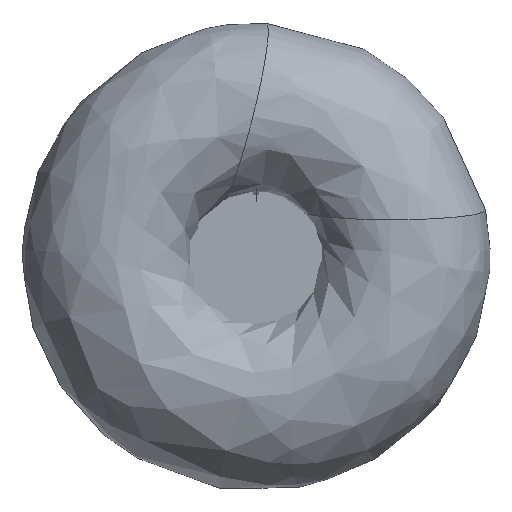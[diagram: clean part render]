
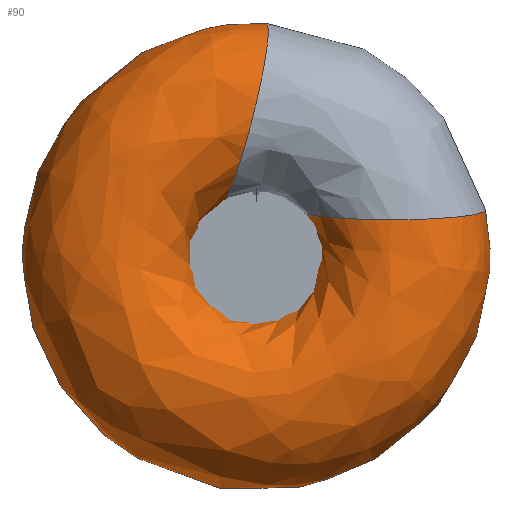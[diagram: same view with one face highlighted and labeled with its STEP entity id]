
A CAD part, left-side view. The second image highlights one B-rep face of the part: STEP entity #90.
In plain terms, the highlighted free-form (B-spline) face has degree [3, 3] with [7, 7] control points.
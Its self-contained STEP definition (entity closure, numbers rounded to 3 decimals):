
#32=(
BOUNDED_SURFACE()
B_SPLINE_SURFACE(3,3,((#480,#481,#482,#483,#484,#485,#486),(#487,#488,#489,
#490,#491,#492,#493),(#494,#495,#496,#497,#498,#499,#500),(#501,#502,#503,
#504,#505,#506,#507),(#508,#509,#510,#511,#512,#513,#514),(#515,#516,#517,
#518,#519,#520,#521),(#522,#523,#524,#525,#526,#527,#528)),
 .UNSPECIFIED.,.T.,.F.,.F.)
B_SPLINE_SURFACE_WITH_KNOTS((1,3,3,3,1),(4,3,4),(-0.5,0.,0.5,1.,1.5),(0.,
0.5,1.),.UNSPECIFIED.)
GEOMETRIC_REPRESENTATION_ITEM()
RATIONAL_B_SPLINE_SURFACE(((1.,0.55,0.55,1.,0.55,
0.55,1.),(0.333,0.183,0.183,
0.333,0.183,0.183,0.333),
(0.333,0.183,0.183,0.333,
0.183,0.183,0.333),(1.,0.55,
0.55,1.,0.55,0.55,1.),(0.333,
0.183,0.183,0.333,0.183,
0.183,0.333),(0.333,0.183,
0.183,0.333,0.183,0.183,
0.333),(1.,0.55,0.55,1.,0.55,
0.55,1.)))
REPRESENTATION_ITEM('')
SURFACE()
);
#90=ADVANCED_FACE('',(#124,#125),#32,.F.);
#124=FACE_BOUND('',#160,.T.);
#125=FACE_BOUND('',#161,.T.);
#160=EDGE_LOOP('',(#196));
#161=EDGE_LOOP('',(#197));
#196=ORIENTED_EDGE('',*,*,#234,.T.);
#197=ORIENTED_EDGE('',*,*,#235,.T.);
#216=VERTEX_POINT('',#477);
#217=VERTEX_POINT('',#479);
#234=EDGE_CURVE('',#216,#216,#252,.T.);
#235=EDGE_CURVE('',#217,#217,#253,.T.);
#252=CIRCLE('',#287,5.);
#253=CIRCLE('',#288,5.);
#287=AXIS2_PLACEMENT_3D('',#476,#356,#357);
#288=AXIS2_PLACEMENT_3D('',#478,#358,#359);
#356=DIRECTION('',(-0.105,0.964,0.243));
#357=DIRECTION('',(0.995,0.101,0.026));
#358=DIRECTION('',(0.105,0.,-0.995));
#359=DIRECTION('',(0.995,0.,0.105));
#476=CARTESIAN_POINT('',(4.973,0.674,7.638));
#477=CARTESIAN_POINT('',(9.945,1.181,7.766));
#478=CARTESIAN_POINT('',(4.973,-7.241,2.523));
#479=CARTESIAN_POINT('',(9.945,-7.241,3.045));
#480=CARTESIAN_POINT('',(9.945,-7.241,3.045));
#481=CARTESIAN_POINT('',(9.945,-10.733,-5.257));
#482=CARTESIAN_POINT('',(9.945,-4.015,-11.256));
#483=CARTESIAN_POINT('',(9.945,3.841,-6.852));
#484=CARTESIAN_POINT('',(9.945,11.697,-2.449));
#485=CARTESIAN_POINT('',(9.945,10.085,6.412));
#486=CARTESIAN_POINT('',(9.945,1.181,7.766));
#487=CARTESIAN_POINT('',(9.945,2.759,3.045));
#488=CARTESIAN_POINT('',(9.945,-0.733,6.208));
#489=CARTESIAN_POINT('',(9.945,-4.858,3.934));
#490=CARTESIAN_POINT('',(9.945,-4.048,-0.707));
#491=CARTESIAN_POINT('',(9.945,-3.237,-5.348));
#492=CARTESIAN_POINT('',(9.945,1.415,-6.089));
#493=CARTESIAN_POINT('',(9.945,3.628,-1.93));
#494=CARTESIAN_POINT('',(0.,2.759,2.));
#495=CARTESIAN_POINT('',(0.,0.466,5.163));
#496=CARTESIAN_POINT('',(0.,-3.271,4.022));
#497=CARTESIAN_POINT('',(0.,-3.406,0.118));
#498=CARTESIAN_POINT('',(0.,-3.54,-3.787));
#499=CARTESIAN_POINT('',(0.,0.108,-5.183));
#500=CARTESIAN_POINT('',(0.,2.614,-2.186));
#501=CARTESIAN_POINT('',(0.,-7.241,2.));
#502=CARTESIAN_POINT('',(0.,-9.534,-6.302));
#503=CARTESIAN_POINT('',(0.,-2.428,-11.168));
#504=CARTESIAN_POINT('',(0.,4.483,-6.028));
#505=CARTESIAN_POINT('',(0.,11.394,-0.888));
#506=CARTESIAN_POINT('',(0.,8.778,7.318));
#507=CARTESIAN_POINT('',(0.,0.168,7.51));
#508=CARTESIAN_POINT('',(0.,-17.241,2.));
#509=CARTESIAN_POINT('',(0.,-19.534,-17.767));
#510=CARTESIAN_POINT('',(0.,-1.585,-26.358));
#511=CARTESIAN_POINT('',(0.,12.372,-12.173));
#512=CARTESIAN_POINT('',(0.,26.329,2.011));
#513=CARTESIAN_POINT('',(0.,17.448,19.819));
#514=CARTESIAN_POINT('',(0.,-2.279,17.206));
#515=CARTESIAN_POINT('',(9.945,-17.241,3.045));
#516=CARTESIAN_POINT('',(9.945,-20.733,-16.722));
#517=CARTESIAN_POINT('',(9.945,-3.172,-26.446));
#518=CARTESIAN_POINT('',(9.945,11.73,-12.998));
#519=CARTESIAN_POINT('',(9.945,26.632,0.45));
#520=CARTESIAN_POINT('',(9.945,18.755,18.913));
#521=CARTESIAN_POINT('',(9.945,-1.265,17.462));
#522=CARTESIAN_POINT('',(9.945,-7.241,3.045));
#523=CARTESIAN_POINT('',(9.945,-10.733,-5.257));
#524=CARTESIAN_POINT('',(9.945,-4.015,-11.256));
#525=CARTESIAN_POINT('',(9.945,3.841,-6.852));
#526=CARTESIAN_POINT('',(9.945,11.697,-2.449));
#527=CARTESIAN_POINT('',(9.945,10.085,6.412));
#528=CARTESIAN_POINT('',(9.945,1.181,7.766));
